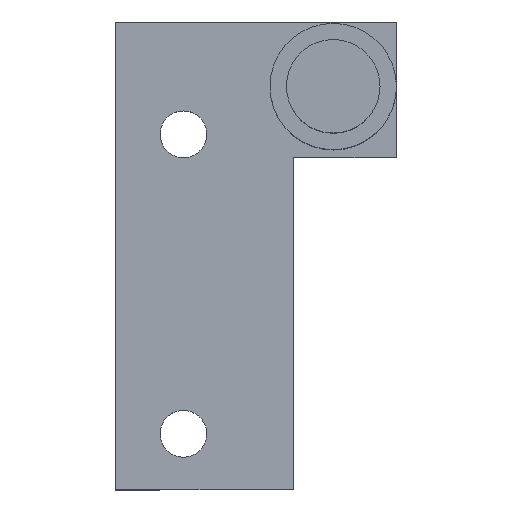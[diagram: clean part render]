
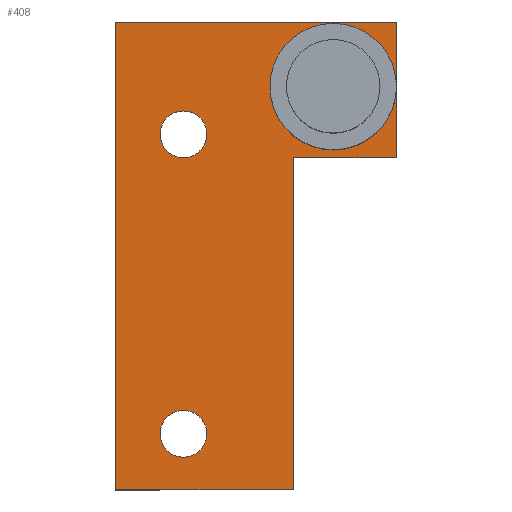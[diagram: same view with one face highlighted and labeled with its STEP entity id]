
A CAD part, top view. The second image highlights one B-rep face of the part: STEP entity #408.
In plain terms, the highlighted planar face has unit normal (0, 0, 1).
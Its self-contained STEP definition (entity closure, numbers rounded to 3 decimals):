
#2 = EDGE_CURVE ( 'NONE', #18, #253, #488, .T. ) ;
#8 = CARTESIAN_POINT ( 'NONE',  ( 33., -4.25, 2.6 ) ) ;
#9 = ORIENTED_EDGE ( 'NONE', *, *, #30, .F. ) ;
#11 = CARTESIAN_POINT ( 'NONE',  ( 23.25, 7.75, 2.6 ) ) ;
#18 = VERTEX_POINT ( 'NONE', #654 ) ;
#26 = CARTESIAN_POINT ( 'NONE',  ( 42.25, -6.75, 2.6 ) ) ;
#28 = AXIS2_PLACEMENT_3D ( 'NONE', #338, #538, #439 ) ;
#30 = EDGE_CURVE ( 'NONE', #232, #35, #234, .T. ) ;
#33 = DIRECTION ( 'NONE',  ( 1., 0., 0. ) ) ;
#35 = VERTEX_POINT ( 'NONE', #145 ) ;
#44 = DIRECTION ( 'NONE',  ( 0., 0., -1. ) ) ;
#47 = CARTESIAN_POINT ( 'NONE',  ( 53.25, -6.75, 2.6 ) ) ;
#58 = EDGE_LOOP ( 'NONE', ( #454, #302 ) ) ;
#59 = DIRECTION ( 'NONE',  ( 0., 0., -1. ) ) ;
#64 = DIRECTION ( 'NONE',  ( -1., 0., 0. ) ) ;
#66 = VERTEX_POINT ( 'NONE', #281 ) ;
#72 = DIRECTION ( 'NONE',  ( -1., 0., 0. ) ) ;
#73 = FACE_OUTER_BOUND ( 'NONE', #551, .T. ) ;
#74 = EDGE_CURVE ( 'NONE', #253, #18, #315, .T. ) ;
#76 = CIRCLE ( 'NONE', #625, 2.5 ) ;
#88 = CARTESIAN_POINT ( 'NONE',  ( 42.25, -42.25, 2.6 ) ) ;
#100 = EDGE_CURVE ( 'NONE', #226, #287, #424, .T. ) ;
#113 = ORIENTED_EDGE ( 'NONE', *, *, #385, .F. ) ;
#115 = ORIENTED_EDGE ( 'NONE', *, *, #550, .T. ) ;
#120 = VERTEX_POINT ( 'NONE', #248 ) ;
#145 = CARTESIAN_POINT ( 'NONE',  ( 53.25, -6.75, 2.6 ) ) ;
#147 = AXIS2_PLACEMENT_3D ( 'NONE', #448, #486, #298 ) ;
#166 = VERTEX_POINT ( 'NONE', #639 ) ;
#168 = ORIENTED_EDGE ( 'NONE', *, *, #340, .T. ) ;
#170 = LINE ( 'NONE', #26, #378 ) ;
#173 = FACE_BOUND ( 'NONE', #58, .T. ) ;
#176 = AXIS2_PLACEMENT_3D ( 'NONE', #435, #478, #33 ) ;
#178 = FACE_BOUND ( 'NONE', #213, .T. ) ;
#192 = VERTEX_POINT ( 'NONE', #594 ) ;
#213 = EDGE_LOOP ( 'NONE', ( #295, #442 ) ) ;
#214 = DIRECTION ( 'NONE',  ( 0., 1., 0. ) ) ;
#226 = VERTEX_POINT ( 'NONE', #8 ) ;
#232 = VERTEX_POINT ( 'NONE', #266 ) ;
#234 = LINE ( 'NONE', #47, #629 ) ;
#248 = CARTESIAN_POINT ( 'NONE',  ( 42.25, -6.75, 2.6 ) ) ;
#249 = ORIENTED_EDGE ( 'NONE', *, *, #524, .F. ) ;
#253 = VERTEX_POINT ( 'NONE', #364 ) ;
#262 = LINE ( 'NONE', #11, #359 ) ;
#266 = CARTESIAN_POINT ( 'NONE',  ( 53.25, 7.75, 2.6 ) ) ;
#281 = CARTESIAN_POINT ( 'NONE',  ( 28., -36.25, 2.6 ) ) ;
#286 = LINE ( 'NONE', #431, #374 ) ;
#287 = VERTEX_POINT ( 'NONE', #609 ) ;
#291 = EDGE_CURVE ( 'NONE', #287, #226, #615, .T. ) ;
#295 = ORIENTED_EDGE ( 'NONE', *, *, #2, .F. ) ;
#298 = DIRECTION ( 'NONE',  ( 1., 0., 0. ) ) ;
#302 = ORIENTED_EDGE ( 'NONE', *, *, #291, .T. ) ;
#306 = ORIENTED_EDGE ( 'NONE', *, *, #535, .F. ) ;
#310 = LINE ( 'NONE', #507, #647 ) ;
#315 = CIRCLE ( 'NONE', #176, 5.5 ) ;
#316 = VERTEX_POINT ( 'NONE', #505 ) ;
#325 = CARTESIAN_POINT ( 'NONE',  ( 33., -36.25, 2.6 ) ) ;
#326 = EDGE_CURVE ( 'NONE', #166, #192, #310, .T. ) ;
#334 = EDGE_CURVE ( 'NONE', #192, #316, #262, .T. ) ;
#338 = CARTESIAN_POINT ( 'NONE',  ( 30.5, -4.25, 2.6 ) ) ;
#340 = EDGE_CURVE ( 'NONE', #66, #525, #76, .T. ) ;
#359 = VECTOR ( 'NONE', #214, 1000. ) ;
#362 = DIRECTION ( 'NONE',  ( -1., 0., 0. ) ) ;
#364 = CARTESIAN_POINT ( 'NONE',  ( 41., 0., 2.6 ) ) ;
#373 = FACE_BOUND ( 'NONE', #473, .T. ) ;
#374 = VECTOR ( 'NONE', #539, 1000. ) ;
#378 = VECTOR ( 'NONE', #72, 1000. ) ;
#385 = EDGE_CURVE ( 'NONE', #35, #120, #170, .T. ) ;
#386 = CARTESIAN_POINT ( 'NONE',  ( 30.5, -36.25, 2.6 ) ) ;
#408 = ADVANCED_FACE ( 'NONE', ( #178, #73, #173, #373 ), #468, .F. ) ;
#419 = DIRECTION ( 'NONE',  ( 0., 0., -1. ) ) ;
#424 = CIRCLE ( 'NONE', #28, 2.5 ) ;
#431 = CARTESIAN_POINT ( 'NONE',  ( 53.25, 7.75, 2.6 ) ) ;
#435 = CARTESIAN_POINT ( 'NONE',  ( 46.5, 0., 2.6 ) ) ;
#436 = DIRECTION ( 'NONE',  ( -1., 0., 0. ) ) ;
#439 = DIRECTION ( 'NONE',  ( -1., 0., 0. ) ) ;
#442 = ORIENTED_EDGE ( 'NONE', *, *, #74, .F. ) ;
#448 = CARTESIAN_POINT ( 'NONE',  ( 46.5, 0., 2.6 ) ) ;
#454 = ORIENTED_EDGE ( 'NONE', *, *, #100, .T. ) ;
#464 = DIRECTION ( 'NONE',  ( -1., 0., 0. ) ) ;
#468 = PLANE ( 'NONE',  #636 ) ;
#473 = EDGE_LOOP ( 'NONE', ( #115, #168 ) ) ;
#478 = DIRECTION ( 'NONE',  ( 0., 0., 1. ) ) ;
#486 = DIRECTION ( 'NONE',  ( 0., 0., 1. ) ) ;
#488 = CIRCLE ( 'NONE', #147, 5.5 ) ;
#505 = CARTESIAN_POINT ( 'NONE',  ( 23.25, 7.75, 2.6 ) ) ;
#507 = CARTESIAN_POINT ( 'NONE',  ( 23.25, -42.25, 2.6 ) ) ;
#515 = ORIENTED_EDGE ( 'NONE', *, *, #326, .F. ) ;
#524 = EDGE_CURVE ( 'NONE', #120, #166, #592, .T. ) ;
#525 = VERTEX_POINT ( 'NONE', #325 ) ;
#531 = ORIENTED_EDGE ( 'NONE', *, *, #334, .F. ) ;
#535 = EDGE_CURVE ( 'NONE', #316, #232, #286, .T. ) ;
#538 = DIRECTION ( 'NONE',  ( 0., 0., -1. ) ) ;
#539 = DIRECTION ( 'NONE',  ( 1., 0., 0. ) ) ;
#550 = EDGE_CURVE ( 'NONE', #525, #66, #570, .T. ) ;
#551 = EDGE_LOOP ( 'NONE', ( #9, #306, #531, #515, #249, #113 ) ) ;
#555 = CARTESIAN_POINT ( 'NONE',  ( 30.5, -4.25, 2.6 ) ) ;
#556 = AXIS2_PLACEMENT_3D ( 'NONE', #555, #59, #464 ) ;
#560 = DIRECTION ( 'NONE',  ( 0., 0., -1. ) ) ;
#565 = CARTESIAN_POINT ( 'NONE',  ( 46.5, 0., 2.6 ) ) ;
#570 = CIRCLE ( 'NONE', #596, 2.5 ) ;
#585 = VECTOR ( 'NONE', #646, 1000. ) ;
#592 = LINE ( 'NONE', #88, #585 ) ;
#594 = CARTESIAN_POINT ( 'NONE',  ( 23.25, -42.25, 2.6 ) ) ;
#596 = AXIS2_PLACEMENT_3D ( 'NONE', #386, #44, #436 ) ;
#601 = DIRECTION ( 'NONE',  ( 0., -1., 0. ) ) ;
#609 = CARTESIAN_POINT ( 'NONE',  ( 28., -4.25, 2.6 ) ) ;
#614 = CARTESIAN_POINT ( 'NONE',  ( 30.5, -36.25, 2.6 ) ) ;
#615 = CIRCLE ( 'NONE', #556, 2.5 ) ;
#620 = DIRECTION ( 'NONE',  ( 1., 0., 0. ) ) ;
#625 = AXIS2_PLACEMENT_3D ( 'NONE', #614, #560, #362 ) ;
#629 = VECTOR ( 'NONE', #601, 1000. ) ;
#636 = AXIS2_PLACEMENT_3D ( 'NONE', #565, #419, #620 ) ;
#639 = CARTESIAN_POINT ( 'NONE',  ( 42.25, -42.25, 2.6 ) ) ;
#646 = DIRECTION ( 'NONE',  ( 0., -1., 0. ) ) ;
#647 = VECTOR ( 'NONE', #64, 1000. ) ;
#654 = CARTESIAN_POINT ( 'NONE',  ( 52., 0., 2.6 ) ) ;
